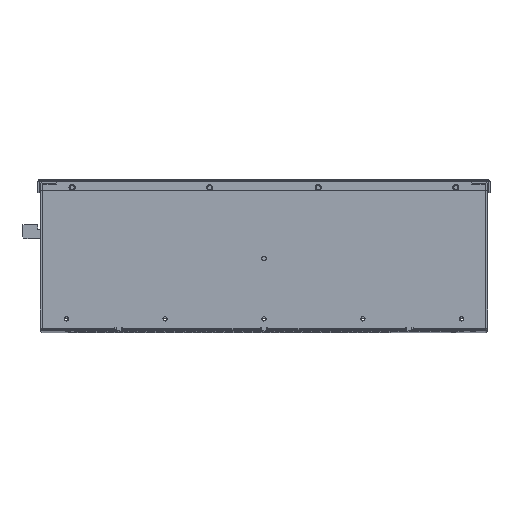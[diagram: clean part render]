
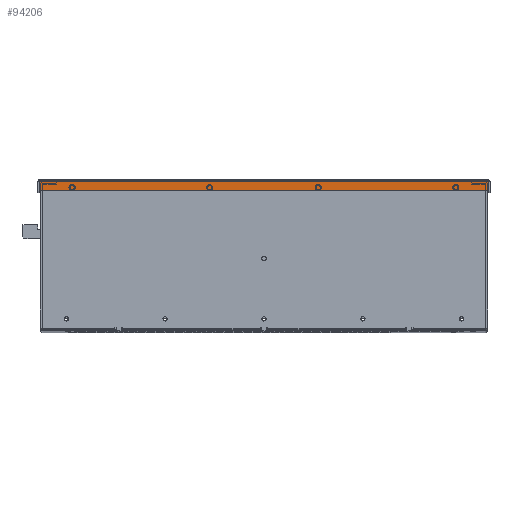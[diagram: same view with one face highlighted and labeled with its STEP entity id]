
A CAD part, top view. The second image highlights one B-rep face of the part: STEP entity #94206.
In plain terms, the highlighted planar face has unit normal (0, 0, 1).
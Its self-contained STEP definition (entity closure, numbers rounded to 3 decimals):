
#74122=DIRECTION('',(-1.,0.,0.));
#74123=VECTOR('',#74122,463.5);
#74124=CARTESIAN_POINT('',(231.75,-2.5,512.5));
#74125=LINE('',#74124,#74123);
#78714=DIRECTION('',(1.,0.,0.));
#78715=VECTOR('',#78714,463.5);
#78716=CARTESIAN_POINT('',(-231.75,-12.,512.5));
#78717=LINE('',#78716,#78715);
#78726=DIRECTION('',(0.,-1.,0.));
#78727=VECTOR('',#78726,9.5);
#78728=CARTESIAN_POINT('',(231.75,-2.5,512.5));
#78729=LINE('',#78728,#78727);
#78730=DIRECTION('',(0.,1.,0.));
#78731=VECTOR('',#78730,9.5);
#78732=CARTESIAN_POINT('',(-231.75,-12.,512.5));
#78733=LINE('',#78732,#78731);
#83632=CARTESIAN_POINT('',(-231.75,-12.,512.5));
#83633=CARTESIAN_POINT('',(-231.75,-2.5,512.5));
#83634=VERTEX_POINT('',#83632);
#83635=VERTEX_POINT('',#83633);
#83644=CARTESIAN_POINT('',(231.75,-2.5,512.5));
#83645=CARTESIAN_POINT('',(231.75,-12.,512.5));
#83646=VERTEX_POINT('',#83644);
#83647=VERTEX_POINT('',#83645);
#94193=CARTESIAN_POINT('',(230.75,-2.5,512.5));
#94194=DIRECTION('',(0.,0.,1.));
#94195=DIRECTION('',(0.,-1.,0.));
#94196=AXIS2_PLACEMENT_3D('',#94193,#94194,#94195);
#94197=PLANE('',#94196);
#94198=ORIENTED_EDGE('',*,*,#91035,.F.);
#94200=ORIENTED_EDGE('',*,*,#94199,.T.);
#94201=ORIENTED_EDGE('',*,*,#94183,.F.);
#94203=ORIENTED_EDGE('',*,*,#94202,.T.);
#94204=EDGE_LOOP('',(#94198,#94200,#94201,#94203));
#94205=FACE_OUTER_BOUND('',#94204,.F.);
#94206=ADVANCED_FACE('',(#94205),#94197,.T.);
#91035=EDGE_CURVE('',#83646,#83635,#74125,.T.);
#94183=EDGE_CURVE('',#83634,#83647,#78717,.T.);
#94199=EDGE_CURVE('',#83646,#83647,#78729,.T.);
#94202=EDGE_CURVE('',#83634,#83635,#78733,.T.);
